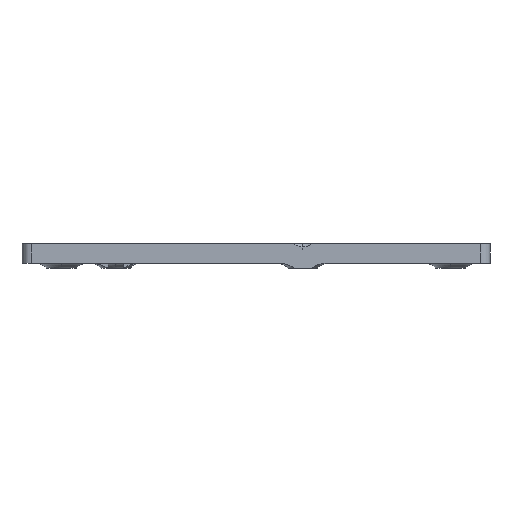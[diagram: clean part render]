
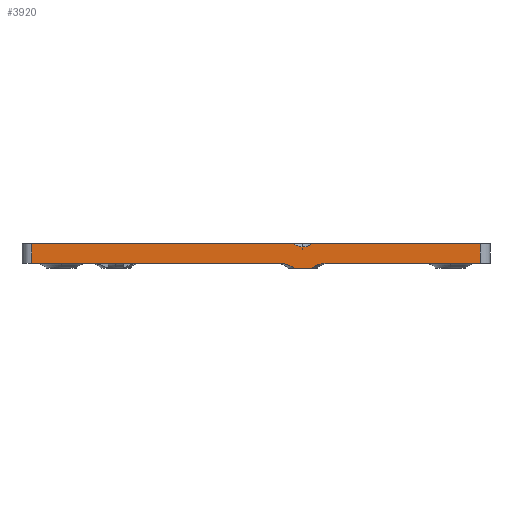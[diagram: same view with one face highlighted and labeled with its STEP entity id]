
A CAD part, left-side view. The second image highlights one B-rep face of the part: STEP entity #3920.
In plain terms, the highlighted planar face has unit normal (-1, 0, 0).
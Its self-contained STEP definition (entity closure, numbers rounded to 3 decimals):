
#22 = VECTOR ( 'NONE', #8504, 1000. ) ;
#220 = EDGE_CURVE ( 'NONE', #12478, #26993, #20925, .T. ) ;
#425 = CARTESIAN_POINT ( 'NONE',  ( -2.905, 38.188, 0.85 ) ) ;
#538 = B_SPLINE_CURVE_WITH_KNOTS ( 'NONE', 3,
 ( #22744, #5495, #2395, #13573, #2921, #33873, #30463, #19772, #13762, #8764 ),
 .UNSPECIFIED., .F., .F.,
 ( 4, 2, 2, 2, 4 ),
 ( 0.014, 0.014, 0.015, 0.016, 0.016 ),
 .UNSPECIFIED. ) ;
#1339 = LINE ( 'NONE', #23724, #33330 ) ;
#2395 = CARTESIAN_POINT ( 'NONE',  ( -2.905, 39.983, 1.328 ) ) ;
#2739 = CARTESIAN_POINT ( 'NONE',  ( -2.905, 34.812, -2.629 ) ) ;
#2921 = CARTESIAN_POINT ( 'NONE',  ( -2.905, 39.523, 1.104 ) ) ;
#3072 = VECTOR ( 'NONE', #31561, 1000. ) ;
#3376 = DIRECTION ( 'NONE',  ( 0., 0., 1. ) ) ;
#3837 = EDGE_CURVE ( 'NONE', #26970, #13845, #31723, .T. ) ;
#3858 = ORIENTED_EDGE ( 'NONE', *, *, #25131, .T. ) ;
#3920 = ADVANCED_FACE ( 'NONE', ( #24855 ), #35566, .T. ) ;
#4103 = VERTEX_POINT ( 'NONE', #11982 ) ;
#4118 = CARTESIAN_POINT ( 'NONE',  ( -2.905, 40.465, -3.223 ) ) ;
#4130 = DIRECTION ( 'NONE',  ( 0., -1., 0. ) ) ;
#4399 = EDGE_CURVE ( 'NONE', #10975, #12744, #7031, .T. ) ;
#5067 = ORIENTED_EDGE ( 'NONE', *, *, #24924, .F. ) ;
#5340 = EDGE_CURVE ( 'NONE', #4103, #22731, #26802, .T. ) ;
#5396 = CARTESIAN_POINT ( 'NONE',  ( -2.905, 36.442, 1.5 ) ) ;
#5442 = DIRECTION ( 'NONE',  ( 0., 0., -1. ) ) ;
#5495 = CARTESIAN_POINT ( 'NONE',  ( -2.905, 40.131, 1.412 ) ) ;
#5753 = CARTESIAN_POINT ( 'NONE',  ( -2.905, 36.735, 1.322 ) ) ;
#5849 = EDGE_CURVE ( 'NONE', #26993, #4103, #538, .T. ) ;
#6361 = ORIENTED_EDGE ( 'NONE', *, *, #22312, .F. ) ;
#6614 = CARTESIAN_POINT ( 'NONE',  ( -2.905, 42.959, -2.5 ) ) ;
#7031 = LINE ( 'NONE', #17528, #25016 ) ;
#8181 = LINE ( 'NONE', #30238, #13127 ) ;
#8429 = EDGE_LOOP ( 'NONE', ( #32650, #23743, #34423, #3858, #30572, #6361, #22297, #21915, #20996, #5067, #27172 ) ) ;
#8504 = DIRECTION ( 'NONE',  ( 0., -1., 0. ) ) ;
#8764 = CARTESIAN_POINT ( 'NONE',  ( -2.905, 38.359, 0.85 ) ) ;
#9379 = CARTESIAN_POINT ( 'NONE',  ( -2.905, 2.258, 1.5 ) ) ;
#9604 = CARTESIAN_POINT ( 'NONE',  ( -2.905, 93.507, -2.5 ) ) ;
#9787 = CARTESIAN_POINT ( 'NONE',  ( -2.905, 42.434, -2.527 ) ) ;
#9981 = CARTESIAN_POINT ( 'NONE',  ( -2.905, 42.959, -2.5 ) ) ;
#10116 = EDGE_CURVE ( 'NONE', #12744, #21471, #14015, .T. ) ;
#10975 = VERTEX_POINT ( 'NONE', #13843 ) ;
#11982 = CARTESIAN_POINT ( 'NONE',  ( -2.905, 38.359, 0.85 ) ) ;
#12478 = VERTEX_POINT ( 'NONE', #15707 ) ;
#12744 = VERTEX_POINT ( 'NONE', #32153 ) ;
#13127 = VECTOR ( 'NONE', #5442, 1000. ) ;
#13573 = CARTESIAN_POINT ( 'NONE',  ( -2.905, 39.68, 1.174 ) ) ;
#13655 = VERTEX_POINT ( 'NONE', #9604 ) ;
#13762 = CARTESIAN_POINT ( 'NONE',  ( -2.905, 38.529, 0.85 ) ) ;
#13843 = CARTESIAN_POINT ( 'NONE',  ( -2.905, 33.758, -2.5 ) ) ;
#13845 = VERTEX_POINT ( 'NONE', #17293 ) ;
#13930 = CARTESIAN_POINT ( 'NONE',  ( -2.905, 33.758, -2.5 ) ) ;
#14015 = LINE ( 'NONE', #9379, #23964 ) ;
#14498 = VERTEX_POINT ( 'NONE', #32195 ) ;
#14864 = EDGE_CURVE ( 'NONE', #14498, #10975, #23239, .T. ) ;
#15212 = EDGE_CURVE ( 'NONE', #12478, #13655, #8181, .T. ) ;
#15664 = CARTESIAN_POINT ( 'NONE',  ( -2.905, 41.664, -2.699 ) ) ;
#15707 = CARTESIAN_POINT ( 'NONE',  ( -2.905, 93.507, 1.5 ) ) ;
#16756 = AXIS2_PLACEMENT_3D ( 'NONE', #19126, #19659, #27585 ) ;
#17293 = CARTESIAN_POINT ( 'NONE',  ( -2.905, 40.017, -3.5 ) ) ;
#17303 = CARTESIAN_POINT ( 'NONE',  ( -2.905, 38.019, 0.868 ) ) ;
#17528 = CARTESIAN_POINT ( 'NONE',  ( -2.905, 95.507, -2.5 ) ) ;
#17827 = CARTESIAN_POINT ( 'NONE',  ( -2.905, 40.275, 1.5 ) ) ;
#19126 = CARTESIAN_POINT ( 'NONE',  ( -2.905, 95.507, -2.5 ) ) ;
#19579 = CARTESIAN_POINT ( 'NONE',  ( -2.905, 34.025, -2.5 ) ) ;
#19659 = DIRECTION ( 'NONE',  ( -1., 0., 0. ) ) ;
#19772 = CARTESIAN_POINT ( 'NONE',  ( -2.905, 38.702, 0.868 ) ) ;
#20054 = CARTESIAN_POINT ( 'NONE',  ( -2.905, 95.507, -2.5 ) ) ;
#20383 = CARTESIAN_POINT ( 'NONE',  ( -2.905, 95.507, 1.5 ) ) ;
#20925 = LINE ( 'NONE', #20383, #3072 ) ;
#20996 = ORIENTED_EDGE ( 'NONE', *, *, #10116, .T. ) ;
#21471 = VERTEX_POINT ( 'NONE', #23920 ) ;
#21915 = ORIENTED_EDGE ( 'NONE', *, *, #4399, .T. ) ;
#22274 = CARTESIAN_POINT ( 'NONE',  ( -2.905, 38.359, 0.85 ) ) ;
#22297 = ORIENTED_EDGE ( 'NONE', *, *, #14864, .T. ) ;
#22312 = EDGE_CURVE ( 'NONE', #14498, #13845, #1339, .T. ) ;
#22731 = VERTEX_POINT ( 'NONE', #33820 ) ;
#22744 = CARTESIAN_POINT ( 'NONE',  ( -2.905, 40.275, 1.5 ) ) ;
#23014 = CARTESIAN_POINT ( 'NONE',  ( -2.905, 37.038, 1.162 ) ) ;
#23239 = B_SPLINE_CURVE_WITH_KNOTS ( 'NONE', 3,
 ( #35847, #33162, #30616, #27856, #2739, #25299, #19579, #13930 ),
 .UNSPECIFIED., .F., .F.,
 ( 4, 2, 2, 4 ),
 ( 0., 0.002, 0.002, 0.003 ),
 .UNSPECIFIED. ) ;
#23724 = CARTESIAN_POINT ( 'NONE',  ( -2.905, 40.017, -3.5 ) ) ;
#23743 = ORIENTED_EDGE ( 'NONE', *, *, #220, .F. ) ;
#23920 = CARTESIAN_POINT ( 'NONE',  ( -2.905, 2.258, 1.5 ) ) ;
#23964 = VECTOR ( 'NONE', #3376, 1000. ) ;
#24855 = FACE_OUTER_BOUND ( 'NONE', #8429, .T. ) ;
#24924 = EDGE_CURVE ( 'NONE', #22731, #21471, #27433, .T. ) ;
#25016 = VECTOR ( 'NONE', #4130, 1000. ) ;
#25131 = EDGE_CURVE ( 'NONE', #13655, #26970, #28495, .T. ) ;
#25299 = CARTESIAN_POINT ( 'NONE',  ( -2.905, 34.291, -2.528 ) ) ;
#26802 = B_SPLINE_CURVE_WITH_KNOTS ( 'NONE', 3,
 ( #22274, #425, #17303, #36109, #33952, #23014, #5753, #5396 ),
 .UNSPECIFIED., .F., .F.,
 ( 4, 2, 2, 4 ),
 ( 0.016, 0.017, 0.017, 0.018 ),
 .UNSPECIFIED. ) ;
#26872 = CARTESIAN_POINT ( 'NONE',  ( -2.905, 40.924, -2.971 ) ) ;
#26970 = VERTEX_POINT ( 'NONE', #6614 ) ;
#26993 = VERTEX_POINT ( 'NONE', #17827 ) ;
#27172 = ORIENTED_EDGE ( 'NONE', *, *, #5340, .F. ) ;
#27253 = CARTESIAN_POINT ( 'NONE',  ( -2.905, 95.507, 1.5 ) ) ;
#27433 = LINE ( 'NONE', #27253, #32232 ) ;
#27585 = DIRECTION ( 'NONE',  ( 0., -1., 0. ) ) ;
#27856 = CARTESIAN_POINT ( 'NONE',  ( -2.905, 35.063, -2.702 ) ) ;
#28495 = LINE ( 'NONE', #20054, #22 ) ;
#29451 = CARTESIAN_POINT ( 'NONE',  ( -2.905, 41.92, -2.626 ) ) ;
#29821 = CARTESIAN_POINT ( 'NONE',  ( -2.905, 40.017, -3.5 ) ) ;
#30238 = CARTESIAN_POINT ( 'NONE',  ( -2.905, 93.507, -2.5 ) ) ;
#30387 = DIRECTION ( 'NONE',  ( 0., -1., 0. ) ) ;
#30463 = CARTESIAN_POINT ( 'NONE',  ( -2.905, 39.038, 0.935 ) ) ;
#30572 = ORIENTED_EDGE ( 'NONE', *, *, #3837, .T. ) ;
#30616 = CARTESIAN_POINT ( 'NONE',  ( -2.905, 35.795, -2.972 ) ) ;
#31561 = DIRECTION ( 'NONE',  ( 0., -1., 0. ) ) ;
#31723 = B_SPLINE_CURVE_WITH_KNOTS ( 'NONE', 3,
 ( #9981, #32519, #9787, #29451, #15664, #26872, #4118, #29821 ),
 .UNSPECIFIED., .F., .F.,
 ( 4, 2, 2, 4 ),
 ( 0., 0.001, 0.002, 0.003 ),
 .UNSPECIFIED. ) ;
#32153 = CARTESIAN_POINT ( 'NONE',  ( -2.905, 2.258, -2.5 ) ) ;
#32195 = CARTESIAN_POINT ( 'NONE',  ( -2.905, 36.7, -3.5 ) ) ;
#32232 = VECTOR ( 'NONE', #30387, 1000. ) ;
#32519 = CARTESIAN_POINT ( 'NONE',  ( -2.905, 42.694, -2.5 ) ) ;
#32650 = ORIENTED_EDGE ( 'NONE', *, *, #5849, .F. ) ;
#33162 = CARTESIAN_POINT ( 'NONE',  ( -2.905, 36.253, -3.223 ) ) ;
#33330 = VECTOR ( 'NONE', #34822, 1000. ) ;
#33820 = CARTESIAN_POINT ( 'NONE',  ( -2.905, 36.442, 1.5 ) ) ;
#33873 = CARTESIAN_POINT ( 'NONE',  ( -2.905, 39.201, 0.984 ) ) ;
#33952 = CARTESIAN_POINT ( 'NONE',  ( -2.905, 37.517, 0.984 ) ) ;
#34423 = ORIENTED_EDGE ( 'NONE', *, *, #15212, .T. ) ;
#34822 = DIRECTION ( 'NONE',  ( 0., 1., 0. ) ) ;
#35566 = PLANE ( 'NONE',  #16756 ) ;
#35847 = CARTESIAN_POINT ( 'NONE',  ( -2.905, 36.7, -3.5 ) ) ;
#36109 = CARTESIAN_POINT ( 'NONE',  ( -2.905, 37.682, 0.935 ) ) ;
